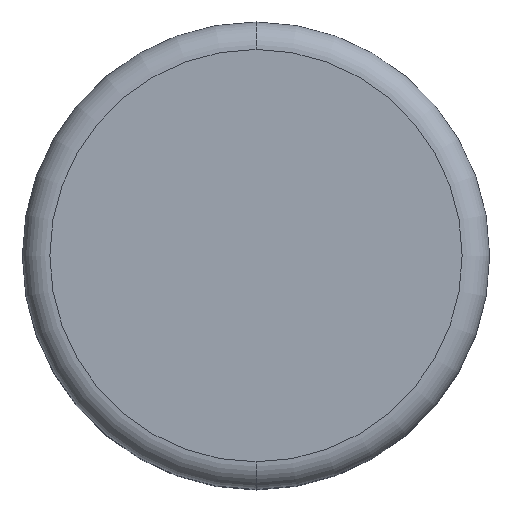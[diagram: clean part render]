
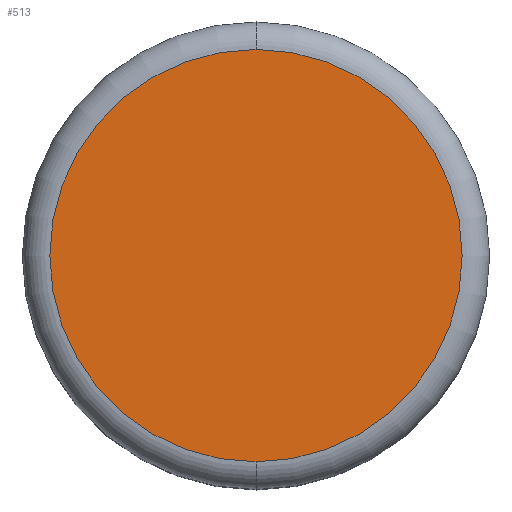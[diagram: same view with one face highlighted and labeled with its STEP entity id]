
A CAD part, top view. The second image highlights one B-rep face of the part: STEP entity #513.
In plain terms, the highlighted planar face has unit normal (0, 0, 1).
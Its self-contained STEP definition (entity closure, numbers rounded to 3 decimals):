
#33 = VERTEX_POINT('',#34);
#34 = CARTESIAN_POINT('',(-2.55,3.75,8.));
#41 = EDGE_CURVE('',#42,#33,#44,.T.);
#42 = VERTEX_POINT('',#43);
#43 = CARTESIAN_POINT('',(-2.55,-3.75,8.));
#44 = CIRCLE('',#45,3.75);
#45 = AXIS2_PLACEMENT_3D('',#46,#47,#48);
#46 = CARTESIAN_POINT('',(-2.55,0.,8.));
#47 = DIRECTION('',(-0.,0.,1.));
#48 = DIRECTION('',(0.,-1.,0.));
#513 = ADVANCED_FACE('',(#514),#524,.T.);
#514 = FACE_BOUND('',#515,.T.);
#515 = EDGE_LOOP('',(#516,#517));
#516 = ORIENTED_EDGE('',*,*,#41,.T.);
#517 = ORIENTED_EDGE('',*,*,#518,.T.);
#518 = EDGE_CURVE('',#33,#42,#519,.T.);
#519 = CIRCLE('',#520,3.75);
#520 = AXIS2_PLACEMENT_3D('',#521,#522,#523);
#521 = CARTESIAN_POINT('',(-2.55,0.,8.));
#522 = DIRECTION('',(-0.,0.,1.));
#523 = DIRECTION('',(0.,-1.,0.));
#524 = PLANE('',#525);
#525 = AXIS2_PLACEMENT_3D('',#526,#527,#528);
#526 = CARTESIAN_POINT('',(-2.55,0.,8.));
#527 = DIRECTION('',(0.,0.,1.));
#528 = DIRECTION('',(0.,-1.,0.));
